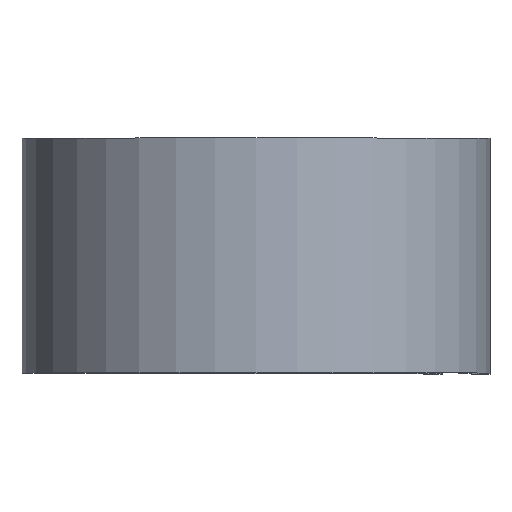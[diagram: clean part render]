
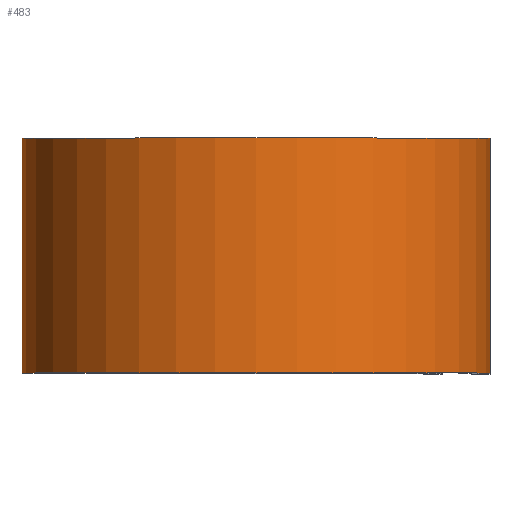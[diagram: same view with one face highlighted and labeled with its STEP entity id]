
A CAD part, top view. The second image highlights one B-rep face of the part: STEP entity #483.
In plain terms, the highlighted cylindrical face has radius 18.986 mm (diameter 37.973 mm), a partial arc.
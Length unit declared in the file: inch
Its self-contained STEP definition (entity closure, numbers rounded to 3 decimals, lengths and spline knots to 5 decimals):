
#4 = CARTESIAN_POINT ( 'NONE',  ( 0., 0.375, -0.7475 ) ) ;
#30 = CARTESIAN_POINT ( 'NONE',  ( 0.7475, -0.375, 0. ) ) ;
#46 = EDGE_CURVE ( 'NONE', #97, #229, #324, .T. ) ;
#55 = CARTESIAN_POINT ( 'NONE',  ( 0., 0.375, -0.7475 ) ) ;
#79 = LINE ( 'NONE', #91, #361 ) ;
#86 = AXIS2_PLACEMENT_3D ( 'NONE', #412, #496, #604 ) ;
#87 = ORIENTED_EDGE ( 'NONE', *, *, #88, .F. ) ;
#88 = EDGE_CURVE ( 'NONE', #97, #328, #257, .T. ) ;
#91 = CARTESIAN_POINT ( 'NONE',  ( 0.7475, 0.375, 0. ) ) ;
#97 = VERTEX_POINT ( 'NONE', #4 ) ;
#179 = DIRECTION ( 'NONE',  ( 1., 0., 0. ) ) ;
#195 = DIRECTION ( 'NONE',  ( 0., -1., 0. ) ) ;
#225 = VERTEX_POINT ( 'NONE', #30 ) ;
#229 = VERTEX_POINT ( 'NONE', #460 ) ;
#238 = CARTESIAN_POINT ( 'NONE',  ( 0., 0.375, 0. ) ) ;
#257 = CIRCLE ( 'NONE', #437, 0.7475 ) ;
#261 = AXIS2_PLACEMENT_3D ( 'NONE', #623, #589, #583 ) ;
#264 = ORIENTED_EDGE ( 'NONE', *, *, #46, .T. ) ;
#299 = VECTOR ( 'NONE', #310, 39.37008 ) ;
#310 = DIRECTION ( 'NONE',  ( 0., -1., 0. ) ) ;
#312 = ORIENTED_EDGE ( 'NONE', *, *, #569, .T. ) ;
#324 = LINE ( 'NONE', #55, #299 ) ;
#328 = VERTEX_POINT ( 'NONE', #388 ) ;
#361 = VECTOR ( 'NONE', #195, 39.37008 ) ;
#368 = EDGE_CURVE ( 'NONE', #328, #225, #79, .T. ) ;
#385 = CYLINDRICAL_SURFACE ( 'NONE', #86, 0.7475 ) ;
#388 = CARTESIAN_POINT ( 'NONE',  ( 0.7475, 0.375, 0. ) ) ;
#410 = DIRECTION ( 'NONE',  ( 0., 1., 0. ) ) ;
#412 = CARTESIAN_POINT ( 'NONE',  ( 0., 0.375, 0. ) ) ;
#437 = AXIS2_PLACEMENT_3D ( 'NONE', #238, #410, #179 ) ;
#460 = CARTESIAN_POINT ( 'NONE',  ( 0., -0.375, -0.7475 ) ) ;
#483 = ADVANCED_FACE ( 'NONE', ( #542 ), #385, .T. ) ;
#496 = DIRECTION ( 'NONE',  ( 0., -1., 0. ) ) ;
#542 = FACE_OUTER_BOUND ( 'NONE', #564, .T. ) ;
#555 = ORIENTED_EDGE ( 'NONE', *, *, #368, .F. ) ;
#564 = EDGE_LOOP ( 'NONE', ( #312, #555, #87, #264 ) ) ;
#569 = EDGE_CURVE ( 'NONE', #229, #225, #615, .T. ) ;
#583 = DIRECTION ( 'NONE',  ( 1., 0., 0. ) ) ;
#589 = DIRECTION ( 'NONE',  ( 0., 1., 0. ) ) ;
#604 = DIRECTION ( 'NONE',  ( 0., 0., -1. ) ) ;
#615 = CIRCLE ( 'NONE', #261, 0.7475 ) ;
#623 = CARTESIAN_POINT ( 'NONE',  ( 0., -0.375, 0. ) ) ;
